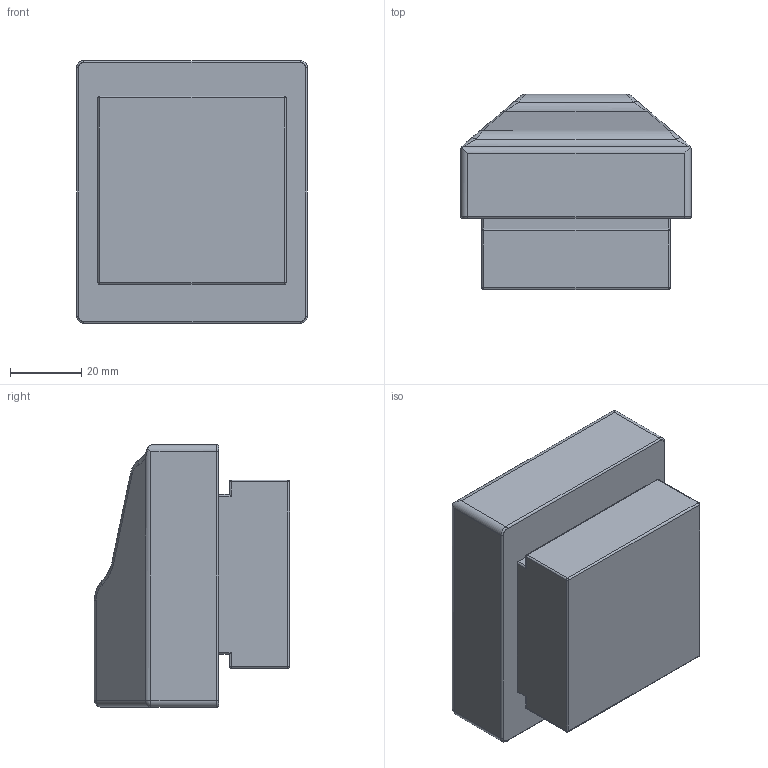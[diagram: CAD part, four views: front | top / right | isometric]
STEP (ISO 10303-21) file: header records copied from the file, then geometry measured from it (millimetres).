
FILE_DESCRIPTION (( 'STEP AP214' ), '1' );
FILE_NAME ('Part2.STEP', '2012-02-17T03:11:05', ( 'GSGILL' ), ( ' ' ), 'SwSTEP 2.0', 'SolidWorks 2012', '' );
FILE_SCHEMA (( 'AUTOMOTIVE_DESIGN' ));
Length unit declared in the file: millimetre
Products named in the file (1): Part2
Bounding box: 65 x 55 x 74 mm (x, y, z)
Volume: 190702.4 mm3; surface area: 21336.1 mm2
Topology: 1 solids, 1 shells, 82 faces, 189 edges, 100 vertices
Faces by surface type: cylinder 40, plane 18, sphere 12, bspline 8, torus 4
Entity records: 2335 total; most frequent: CARTESIAN_POINT 594, DIRECTION 365, ORIENTED_EDGE 358, EDGE_CURVE 179, AXIS2_PLACEMENT_3D 141, VERTEX_POINT 100, EDGE_LOOP 83, VECTOR 83
